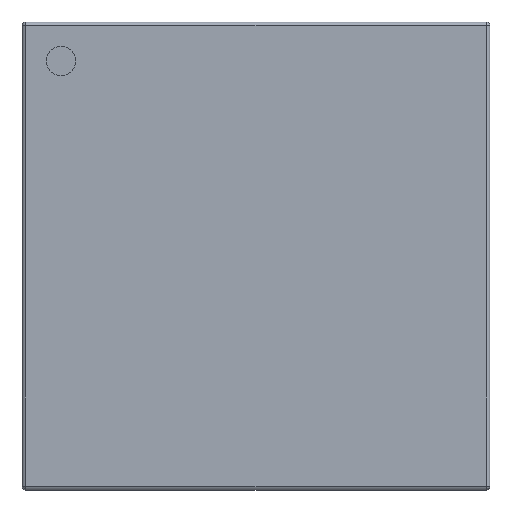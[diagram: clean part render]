
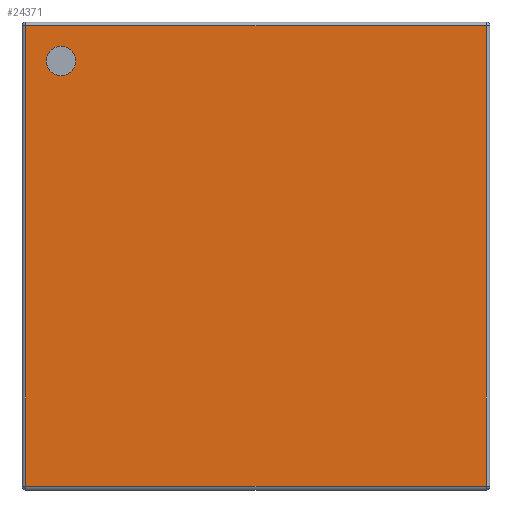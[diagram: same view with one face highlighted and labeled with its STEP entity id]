
A CAD part, top view. The second image highlights one B-rep face of the part: STEP entity #24371.
In plain terms, the highlighted planar face has unit normal (0, 0, 1).
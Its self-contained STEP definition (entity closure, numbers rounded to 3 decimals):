
#992 = EDGE_CURVE ( 'NONE', #18957, #24139, #8392, .T. ) ;
#1143 = EDGE_CURVE ( 'NONE', #21847, #23392, #5379, .T. ) ;
#1370 = AXIS2_PLACEMENT_3D ( 'NONE', #4774, #14169, #21408 ) ;
#1646 = LINE ( 'NONE', #23132, #13946 ) ;
#2129 = CARTESIAN_POINT ( 'NONE',  ( -5., 5., 1.15 ) ) ;
#2744 = CIRCLE ( 'NONE', #20282, 0.375 ) ;
#3168 = CARTESIAN_POINT ( 'NONE',  ( 5.9, -5.9, 1.15 ) ) ;
#3321 = LINE ( 'NONE', #13028, #13226 ) ;
#4158 = FACE_BOUND ( 'NONE', #26803, .T. ) ;
#4774 = CARTESIAN_POINT ( 'NONE',  ( 0., 0., 1.15 ) ) ;
#5379 = LINE ( 'NONE', #15404, #18467 ) ;
#5958 = DIRECTION ( 'NONE',  ( 1., 0., 0. ) ) ;
#6181 = CARTESIAN_POINT ( 'NONE',  ( -5.9, 5.9, 1.15 ) ) ;
#6306 = DIRECTION ( 'NONE',  ( 0., 0., 1. ) ) ;
#6476 = CARTESIAN_POINT ( 'NONE',  ( 5.9, 5.9, 1.15 ) ) ;
#6871 = CARTESIAN_POINT ( 'NONE',  ( -6., 5.9, 1.15 ) ) ;
#7115 = EDGE_CURVE ( 'NONE', #23392, #21444, #25715, .T. ) ;
#7228 = DIRECTION ( 'NONE',  ( 1., 0., 0. ) ) ;
#7902 = ORIENTED_EDGE ( 'NONE', *, *, #992, .F. ) ;
#7990 = CARTESIAN_POINT ( 'NONE',  ( -5.9, -5.9, 1.15 ) ) ;
#8392 = CIRCLE ( 'NONE', #17426, 0.375 ) ;
#8711 = ORIENTED_EDGE ( 'NONE', *, *, #23084, .T. ) ;
#11698 = DIRECTION ( 'NONE',  ( 0., 0., 1. ) ) ;
#12957 = VERTEX_POINT ( 'NONE', #7990 ) ;
#13028 = CARTESIAN_POINT ( 'NONE',  ( 6., -5.9, 1.15 ) ) ;
#13226 = VECTOR ( 'NONE', #5958, 1000. ) ;
#13379 = DIRECTION ( 'NONE',  ( 0., -1., 0. ) ) ;
#13531 = ORIENTED_EDGE ( 'NONE', *, *, #1143, .T. ) ;
#13853 = PLANE ( 'NONE',  #1370 ) ;
#13882 = EDGE_LOOP ( 'NONE', ( #13911, #8711, #13531, #17385 ) ) ;
#13911 = ORIENTED_EDGE ( 'NONE', *, *, #14509, .T. ) ;
#13946 = VECTOR ( 'NONE', #13379, 1000. ) ;
#14169 = DIRECTION ( 'NONE',  ( 0., 0., 1. ) ) ;
#14509 = EDGE_CURVE ( 'NONE', #21444, #12957, #1646, .T. ) ;
#15404 = CARTESIAN_POINT ( 'NONE',  ( 5.9, 6., 1.15 ) ) ;
#17385 = ORIENTED_EDGE ( 'NONE', *, *, #7115, .T. ) ;
#17426 = AXIS2_PLACEMENT_3D ( 'NONE', #22195, #6306, #25314 ) ;
#18467 = VECTOR ( 'NONE', #29607, 1000. ) ;
#18538 = ORIENTED_EDGE ( 'NONE', *, *, #22858, .F. ) ;
#18957 = VERTEX_POINT ( 'NONE', #25985 ) ;
#20282 = AXIS2_PLACEMENT_3D ( 'NONE', #2129, #11698, #7228 ) ;
#21314 = CARTESIAN_POINT ( 'NONE',  ( -5.375, 5., 1.15 ) ) ;
#21408 = DIRECTION ( 'NONE',  ( 1., 0., 0. ) ) ;
#21444 = VERTEX_POINT ( 'NONE', #6181 ) ;
#21847 = VERTEX_POINT ( 'NONE', #3168 ) ;
#22195 = CARTESIAN_POINT ( 'NONE',  ( -5., 5., 1.15 ) ) ;
#22858 = EDGE_CURVE ( 'NONE', #24139, #18957, #2744, .T. ) ;
#23084 = EDGE_CURVE ( 'NONE', #12957, #21847, #3321, .T. ) ;
#23132 = CARTESIAN_POINT ( 'NONE',  ( -5.9, -6., 1.15 ) ) ;
#23392 = VERTEX_POINT ( 'NONE', #6476 ) ;
#24139 = VERTEX_POINT ( 'NONE', #21314 ) ;
#24371 = ADVANCED_FACE ( 'NONE', ( #27909, #4158 ), #13853, .T. ) ;
#25314 = DIRECTION ( 'NONE',  ( 1., 0., 0. ) ) ;
#25715 = LINE ( 'NONE', #6871, #30332 ) ;
#25872 = DIRECTION ( 'NONE',  ( -1., 0., 0. ) ) ;
#25985 = CARTESIAN_POINT ( 'NONE',  ( -4.625, 5., 1.15 ) ) ;
#26803 = EDGE_LOOP ( 'NONE', ( #7902, #18538 ) ) ;
#27909 = FACE_OUTER_BOUND ( 'NONE', #13882, .T. ) ;
#29607 = DIRECTION ( 'NONE',  ( 0., 1., 0. ) ) ;
#30332 = VECTOR ( 'NONE', #25872, 1000. ) ;
